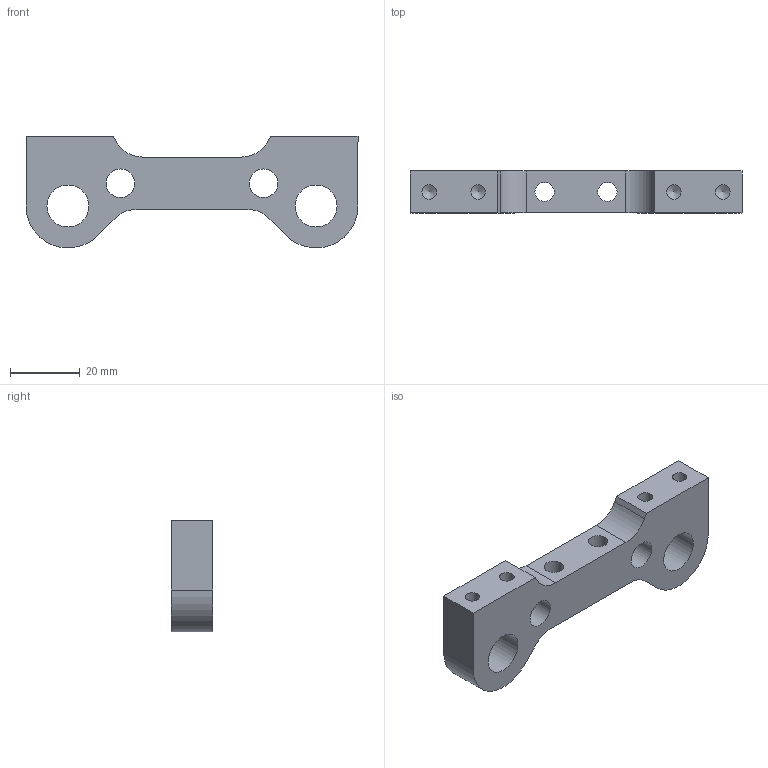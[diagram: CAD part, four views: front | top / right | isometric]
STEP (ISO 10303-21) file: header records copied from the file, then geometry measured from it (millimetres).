
FILE_DESCRIPTION(/* description */ ('Lagersupport 1'),/* implementation_level */ '2;1');
FILE_NAME(/* name */ 'JR 808404.ipt_.step',/* time_stamp */ '2024-09-20T15:10:52+02:00',/* author */ ('DIHO'),/* organization */ (''),/* preprocessor_version */ 'ST-DEVELOPER v18.1',/* originating_system */ 'Autodesk Inventor 2022',/* authorisation */ '');
FILE_SCHEMA (('AUTOMOTIVE_DESIGN { 1 0 10303 214 3 1 1 }'));
Length unit declared in the file: millimetre
Products named in the file (1): JR 808404
Bounding box: 95 x 12 x 31.98 mm (x, y, z)
Volume: 20815.2 mm3; surface area: 9364.7 mm2
Topology: 1 solids, 1 shells, 32 faces, 86 edges, 56 vertices
Faces by surface type: cylinder 16, plane 12, cone 4
Full cylindrical faces by diameter (mm): 4.134 x4, 5.5 x2, 8.2 x2, 12 x2
Entity records: 1051 total; most frequent: DIRECTION 180, CARTESIAN_POINT 171, ORIENTED_EDGE 164, EDGE_CURVE 82, AXIS2_PLACEMENT_3D 65, VERTEX_POINT 56, LINE 50, VECTOR 50
